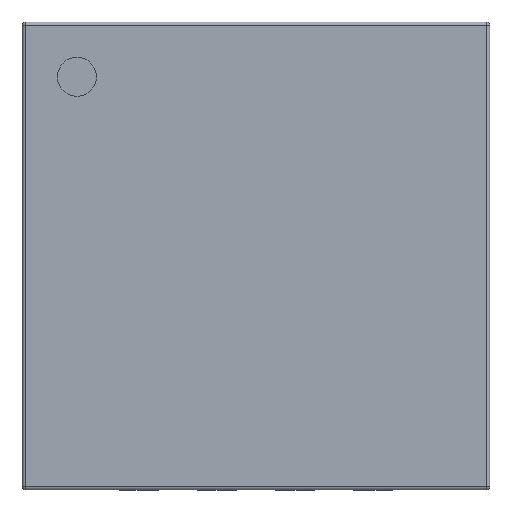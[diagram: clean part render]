
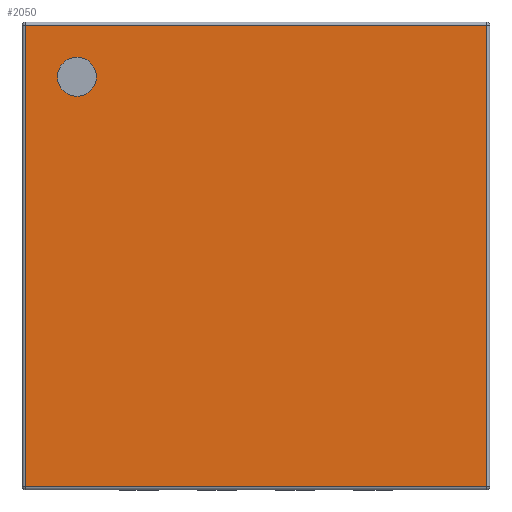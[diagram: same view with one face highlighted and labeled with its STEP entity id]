
A CAD part, top view. The second image highlights one B-rep face of the part: STEP entity #2050.
In plain terms, the highlighted planar face has unit normal (0, 0, 1).
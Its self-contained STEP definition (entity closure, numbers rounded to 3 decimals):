
#102=FACE_BOUND('',#815,.T.);
#106=PLANE('',#2186);
#187=LINE('',#2911,#431);
#191=LINE('',#2927,#435);
#193=LINE('',#2930,#437);
#195=LINE('',#2933,#439);
#431=VECTOR('',#2358,10.);
#435=VECTOR('',#2376,10.);
#437=VECTOR('',#2380,10.);
#439=VECTOR('',#2384,10.);
#708=FACE_OUTER_BOUND('',#814,.T.);
#814=EDGE_LOOP('',(#1528,#1529,#1530,#1531));
#815=EDGE_LOOP('',(#1532));
#924=CIRCLE('',#2187,0.125);
#959=VERTEX_POINT('',#2873);
#964=VERTEX_POINT('',#2886);
#969=VERTEX_POINT('',#2899);
#974=VERTEX_POINT('',#2915);
#1010=VERTEX_POINT('',#3004);
#1168=EDGE_CURVE('',#959,#969,#187,.T.);
#1176=EDGE_CURVE('',#969,#974,#191,.T.);
#1178=EDGE_CURVE('',#974,#964,#193,.T.);
#1180=EDGE_CURVE('',#964,#959,#195,.T.);
#1216=EDGE_CURVE('',#1010,#1010,#924,.T.);
#1528=ORIENTED_EDGE('',*,*,#1168,.F.);
#1529=ORIENTED_EDGE('',*,*,#1180,.F.);
#1530=ORIENTED_EDGE('',*,*,#1178,.F.);
#1531=ORIENTED_EDGE('',*,*,#1176,.F.);
#1532=ORIENTED_EDGE('',*,*,#1216,.T.);
#2050=ADVANCED_FACE('',(#708,#102),#106,.T.);
#2186=AXIS2_PLACEMENT_3D('',#3003,#2424,#2425);
#2187=AXIS2_PLACEMENT_3D('',#3005,#2426,#2427);
#2358=DIRECTION('',(-1.,0.,0.));
#2376=DIRECTION('',(0.,1.,0.));
#2380=DIRECTION('',(1.,0.,0.));
#2384=DIRECTION('',(0.,-1.,0.));
#2424=DIRECTION('center_axis',(0.,0.,1.));
#2425=DIRECTION('ref_axis',(1.,0.,0.));
#2426=DIRECTION('center_axis',(0.,0.,-1.));
#2427=DIRECTION('ref_axis',(-1.,0.,0.));
#2873=CARTESIAN_POINT('',(1.48,-1.48,0.85));
#2886=CARTESIAN_POINT('',(1.48,1.48,0.85));
#2899=CARTESIAN_POINT('',(-1.48,-1.48,0.85));
#2911=CARTESIAN_POINT('',(-0.75,-1.48,0.85));
#2915=CARTESIAN_POINT('',(-1.48,1.48,0.85));
#2927=CARTESIAN_POINT('',(-1.48,0.75,0.85));
#2930=CARTESIAN_POINT('',(0.75,1.48,0.85));
#2933=CARTESIAN_POINT('',(1.48,-0.75,0.85));
#3003=CARTESIAN_POINT('Origin',(0.,0.,0.85));
#3004=CARTESIAN_POINT('',(-1.024,1.149,0.85));
#3005=CARTESIAN_POINT('Origin',(-1.149,1.149,0.85));
